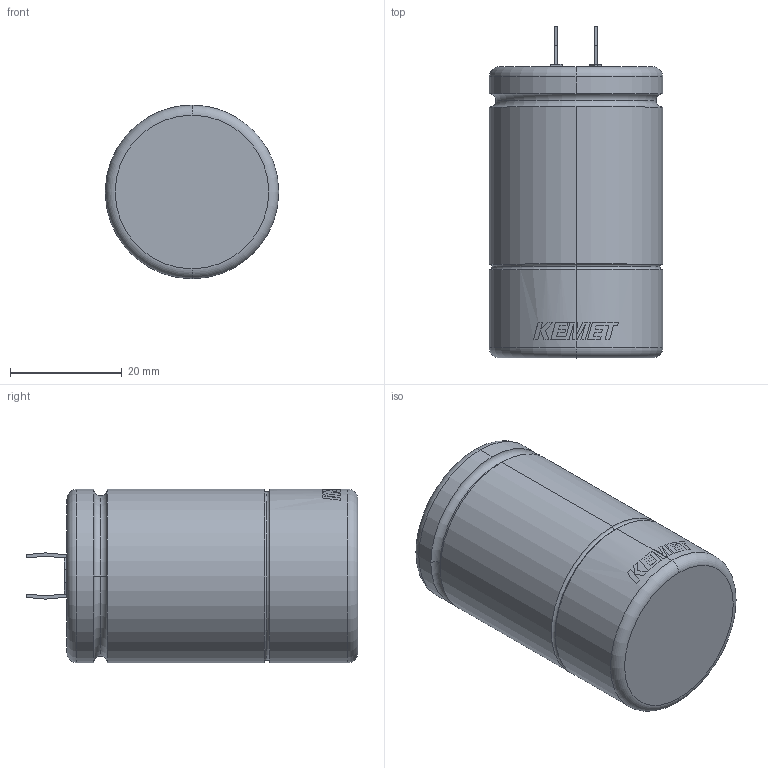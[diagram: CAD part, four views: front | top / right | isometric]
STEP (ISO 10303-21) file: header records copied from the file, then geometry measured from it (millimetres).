
FILE_DESCRIPTION(('STEP AP203'),'1');
FILE_NAME('ala7da471cf450.stp','2025-01-28T19:09:55',('TraceParts'),('TraceParts S.A.'),'Spatial InterOp 3D',' ',' ');
FILE_SCHEMA(('CONFIG_CONTROL_DESIGN'));
Length unit declared in the file: millimetre
Products named in the file (1): 1
Bounding box: 31 x 59.29 x 31 mm (x, y, z)
Volume: 38876.8 mm3; surface area: 6636.3 mm2
Topology: 1 solids, 1 shells, 107 faces, 285 edges, 184 vertices
Faces by surface type: plane 52, bspline 31, cylinder 12, torus 12
Entity records: 3540 total; most frequent: CARTESIAN_POINT 1071, ORIENTED_EDGE 570, DIRECTION 412, EDGE_CURVE 285, VERTEX_POINT 184, AXIS2_PLACEMENT_3D 163, B_SPLINE_CURVE_WITH_KNOTS 113, EDGE_LOOP 111
